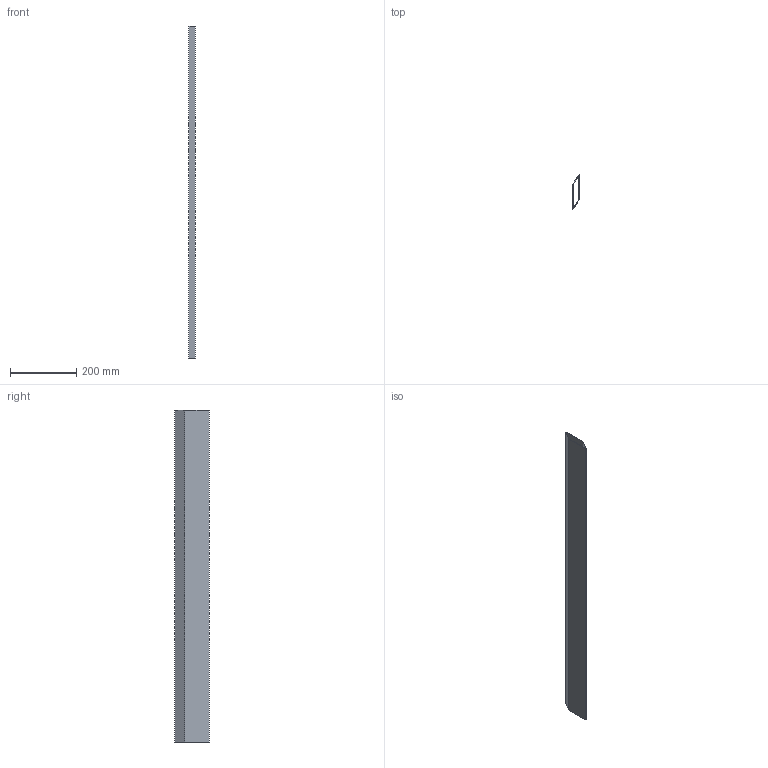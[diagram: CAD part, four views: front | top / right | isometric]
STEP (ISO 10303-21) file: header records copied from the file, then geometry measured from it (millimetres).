
FILE_DESCRIPTION (( 'STEP AP214' ), '1' );
FILE_NAME ('AL_VP2005-6000.STEP', '2024-07-08T09:08:15', ( '' ), ( '' ), 'SwSTEP 2.0', 'SolidWorks 2019', '' );
FILE_SCHEMA (( 'AUTOMOTIVE_DESIGN' ));
Length unit declared in the file: millimetre
Products named in the file (1): AL_VP2005-6000
Bounding box: 20 x 104.96 x 1000 mm (x, y, z)
Volume: 246048.8 mm3; surface area: 429258.7 mm2
Topology: 1 solids, 1 shells, 18 faces, 48 edges, 32 vertices
Faces by surface type: plane 10, cylinder 8
Entity records: 606 total; most frequent: DIRECTION 102, CARTESIAN_POINT 99, ORIENTED_EDGE 96, EDGE_CURVE 48, AXIS2_PLACEMENT_3D 35, VERTEX_POINT 32, LINE 32, VECTOR 32
